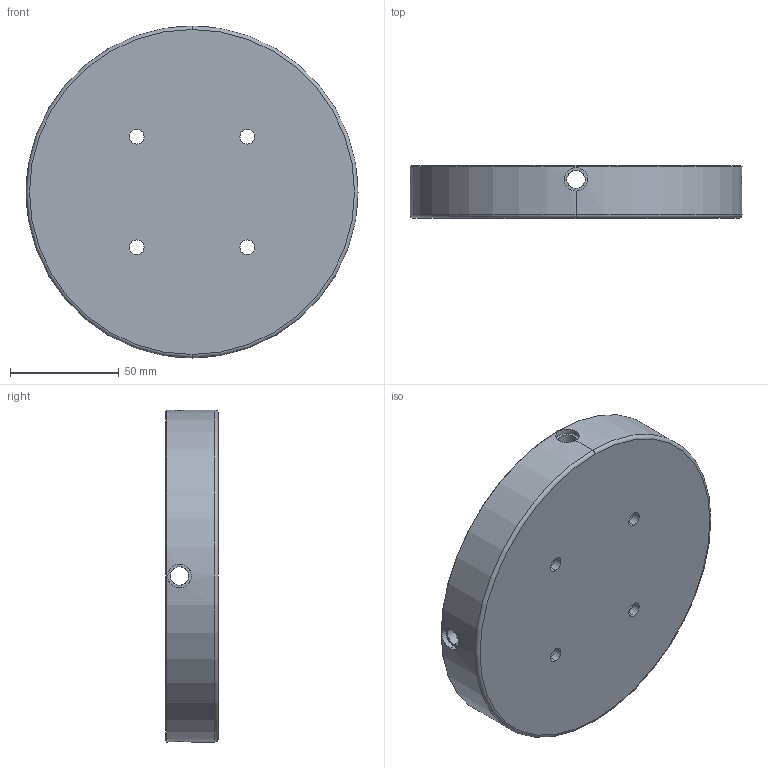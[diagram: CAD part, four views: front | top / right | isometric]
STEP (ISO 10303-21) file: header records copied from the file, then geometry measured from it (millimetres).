
FILE_DESCRIPTION (( 'STEP AP203' ), '1' );
FILE_NAME ('DEWAR BASE.STEP', '2024-03-12T17:10:45', ( '' ), ( '' ), 'SwSTEP 2.0', 'SolidWorks 2023', '' );
FILE_SCHEMA (( 'CONFIG_CONTROL_DESIGN' ));
Length unit declared in the file: inch
Products named in the file (1): DEWAR BASE
Bounding box: 152.4 x 24.13 x 152.4 mm (x, y, z)
Volume: 264427.4 mm3; surface area: 54536.2 mm2
Topology: 1 solids, 1 shells, 53 faces, 132 edges, 86 vertices
Faces by surface type: cylinder 36, plane 11, cone 4, torus 2
Entity records: 2257 total; most frequent: CARTESIAN_POINT 864, DIRECTION 280, ORIENTED_EDGE 264, EDGE_CURVE 132, AXIS2_PLACEMENT_3D 118, VERTEX_POINT 86, EDGE_LOOP 74, CIRCLE 64
